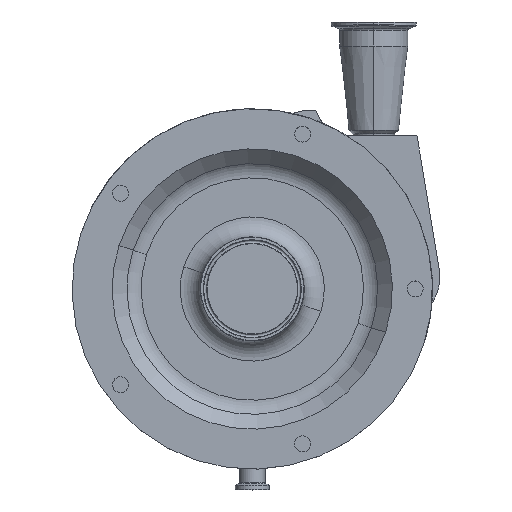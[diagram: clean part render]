
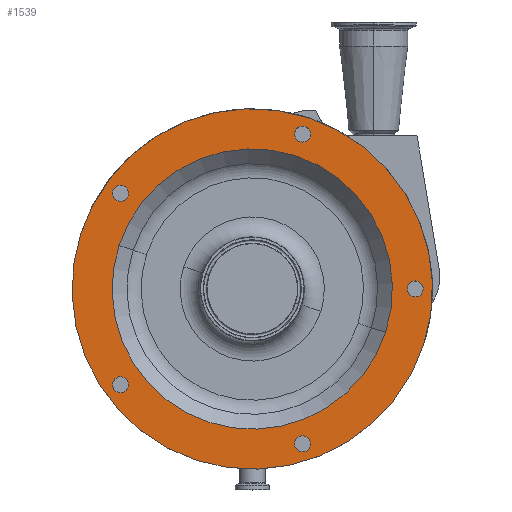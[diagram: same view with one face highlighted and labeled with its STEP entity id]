
A CAD part, top view. The second image highlights one B-rep face of the part: STEP entity #1539.
In plain terms, the highlighted planar face has unit normal (0, 0, 1).
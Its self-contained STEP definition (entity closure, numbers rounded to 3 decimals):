
#63 = CARTESIAN_POINT ( 'NONE',  ( 0., 0., 222. ) ) ;
#329 = VERTEX_POINT ( 'NONE', #13738 ) ;
#647 = CIRCLE ( 'NONE', #8115, 6. ) ;
#1108 = DIRECTION ( 'NONE',  ( 0.588, 0.809, 0. ) ) ;
#1129 = EDGE_CURVE ( 'NONE', #16868, #11247, #16797, .T. ) ;
#1159 = ORIENTED_EDGE ( 'NONE', *, *, #10922, .F. ) ;
#1303 = AXIS2_PLACEMENT_3D ( 'NONE', #9357, #10620, #7933 ) ;
#1340 = AXIS2_PLACEMENT_3D ( 'NONE', #10813, #9192, #14782 ) ;
#1539 = ADVANCED_FACE ( 'NONE', ( #7575, #6129, #11615, #17210, #10448, #3176, #10090 ), #3266, .F. ) ;
#1757 = AXIS2_PLACEMENT_3D ( 'NONE', #15958, #11712, #4967 ) ;
#1761 = EDGE_CURVE ( 'NONE', #17100, #12187, #647, .T. ) ;
#2078 = EDGE_LOOP ( 'NONE', ( #11841, #14763 ) ) ;
#2151 = EDGE_CURVE ( 'NONE', #5964, #7720, #2681, .T. ) ;
#2681 = CIRCLE ( 'NONE', #13577, 105. ) ;
#3046 = CARTESIAN_POINT ( 'NONE',  ( -99.861, 32.447, 222. ) ) ;
#3060 = CIRCLE ( 'NONE', #1340, 135. ) ;
#3101 = ORIENTED_EDGE ( 'NONE', *, *, #14969, .F. ) ;
#3176 = FACE_BOUND ( 'NONE', #17802, .T. ) ;
#3207 = DIRECTION ( 'NONE',  ( 0., 0., 1. ) ) ;
#3266 = PLANE ( 'NONE',  #15012 ) ;
#3327 = CIRCLE ( 'NONE', #4462, 6. ) ;
#3460 = DIRECTION ( 'NONE',  ( 0.951, -0.309, 0. ) ) ;
#3488 = AXIS2_PLACEMENT_3D ( 'NONE', #16911, #7552, #11957 ) ;
#3587 = CIRCLE ( 'NONE', #7027, 6. ) ;
#4100 = DIRECTION ( 'NONE',  ( 0.951, -0.309, 0. ) ) ;
#4155 = EDGE_LOOP ( 'NONE', ( #9692, #8092 ) ) ;
#4365 = EDGE_LOOP ( 'NONE', ( #8765, #15420 ) ) ;
#4462 = AXIS2_PLACEMENT_3D ( 'NONE', #11695, #10351, #15937 ) ;
#4467 = DIRECTION ( 'NONE',  ( -0.588, 0.809, 0. ) ) ;
#4557 = EDGE_LOOP ( 'NONE', ( #8431, #10293 ) ) ;
#4967 = DIRECTION ( 'NONE',  ( -0.588, 0.809, 0. ) ) ;
#5046 = CARTESIAN_POINT ( 'NONE',  ( -128.393, 41.717, 222. ) ) ;
#5052 = DIRECTION ( 'NONE',  ( 0., 0., 1. ) ) ;
#5239 = DIRECTION ( 'NONE',  ( 0., 0., 1. ) ) ;
#5305 = CARTESIAN_POINT ( 'NONE',  ( -92.994, 69.856, 222. ) ) ;
#5405 = ORIENTED_EDGE ( 'NONE', *, *, #1129, .T. ) ;
#5457 = DIRECTION ( 'NONE',  ( 0., 0., 1. ) ) ;
#5486 = VERTEX_POINT ( 'NONE', #8070 ) ;
#5586 = EDGE_CURVE ( 'NONE', #329, #11369, #7520, .T. ) ;
#5632 = EDGE_LOOP ( 'NONE', ( #1159, #16979 ) ) ;
#5648 = DIRECTION ( 'NONE',  ( 0.588, 0.809, 0. ) ) ;
#5899 = CARTESIAN_POINT ( 'NONE',  ( -98.7, -71.71, 222. ) ) ;
#5964 = VERTEX_POINT ( 'NONE', #8287 ) ;
#6129 = FACE_BOUND ( 'NONE', #2078, .T. ) ;
#6714 = EDGE_CURVE ( 'NONE', #5486, #17568, #14977, .T. ) ;
#7027 = AXIS2_PLACEMENT_3D ( 'NONE', #14863, #13765, #5648 ) ;
#7028 = CIRCLE ( 'NONE', #1303, 6. ) ;
#7115 = EDGE_LOOP ( 'NONE', ( #10137, #5405 ) ) ;
#7258 = EDGE_CURVE ( 'NONE', #12617, #14089, #7028, .T. ) ;
#7345 = CARTESIAN_POINT ( 'NONE',  ( 41.227, -120.883, 222. ) ) ;
#7370 = CARTESIAN_POINT ( 'NONE',  ( -104.406, 73.564, 222. ) ) ;
#7520 = CIRCLE ( 'NONE', #10393, 6. ) ;
#7552 = DIRECTION ( 'NONE',  ( 0., 0., 1. ) ) ;
#7575 = FACE_OUTER_BOUND ( 'NONE', #7115, .T. ) ;
#7720 = VERTEX_POINT ( 'NONE', #3046 ) ;
#7933 = DIRECTION ( 'NONE',  ( 0., -1., 0. ) ) ;
#7945 = CARTESIAN_POINT ( 'NONE',  ( -98.7, 71.71, 222. ) ) ;
#8000 = DIRECTION ( 'NONE',  ( 0.951, -0.309, 0. ) ) ;
#8024 = DIRECTION ( 'NONE',  ( 0., -1., 0. ) ) ;
#8070 = CARTESIAN_POINT ( 'NONE',  ( -95.173, -66.856, 222. ) ) ;
#8092 = ORIENTED_EDGE ( 'NONE', *, *, #6714, .F. ) ;
#8115 = AXIS2_PLACEMENT_3D ( 'NONE', #7945, #5052, #1108 ) ;
#8287 = CARTESIAN_POINT ( 'NONE',  ( 99.861, -32.447, 222. ) ) ;
#8431 = ORIENTED_EDGE ( 'NONE', *, *, #17038, .F. ) ;
#8642 = ORIENTED_EDGE ( 'NONE', *, *, #12258, .F. ) ;
#8646 = CARTESIAN_POINT ( 'NONE',  ( 12.052, 37.091, 222. ) ) ;
#8765 = ORIENTED_EDGE ( 'NONE', *, *, #2151, .F. ) ;
#9012 = DIRECTION ( 'NONE',  ( -0.951, -0.309, 0. ) ) ;
#9192 = DIRECTION ( 'NONE',  ( 0., 0., 1. ) ) ;
#9247 = AXIS2_PLACEMENT_3D ( 'NONE', #13404, #5457, #9602 ) ;
#9318 = VERTEX_POINT ( 'NONE', #11698 ) ;
#9357 = CARTESIAN_POINT ( 'NONE',  ( 122., 0., 222. ) ) ;
#9376 = AXIS2_PLACEMENT_3D ( 'NONE', #15961, #5239, #3460 ) ;
#9602 = DIRECTION ( 'NONE',  ( -0.951, -0.309, 0. ) ) ;
#9603 = CARTESIAN_POINT ( 'NONE',  ( 0., 0., 222. ) ) ;
#9692 = ORIENTED_EDGE ( 'NONE', *, *, #17629, .F. ) ;
#9853 = CARTESIAN_POINT ( 'NONE',  ( 37.7, -116.029, 222. ) ) ;
#9890 = EDGE_CURVE ( 'NONE', #7720, #5964, #12179, .T. ) ;
#10090 = FACE_BOUND ( 'NONE', #4365, .T. ) ;
#10115 = CARTESIAN_POINT ( 'NONE',  ( 37.7, 110.029, 222. ) ) ;
#10137 = ORIENTED_EDGE ( 'NONE', *, *, #14532, .T. ) ;
#10293 = ORIENTED_EDGE ( 'NONE', *, *, #1761, .F. ) ;
#10351 = DIRECTION ( 'NONE',  ( 0., 0., 1. ) ) ;
#10393 = AXIS2_PLACEMENT_3D ( 'NONE', #9853, #3207, #9012 ) ;
#10448 = FACE_BOUND ( 'NONE', #4557, .T. ) ;
#10462 = AXIS2_PLACEMENT_3D ( 'NONE', #9603, #15192, #8000 ) ;
#10486 = AXIS2_PLACEMENT_3D ( 'NONE', #5899, #12840, #4467 ) ;
#10620 = DIRECTION ( 'NONE',  ( 0., 0., 1. ) ) ;
#10813 = CARTESIAN_POINT ( 'NONE',  ( 0., 0., 222. ) ) ;
#10922 = EDGE_CURVE ( 'NONE', #11369, #329, #17298, .T. ) ;
#11046 = CARTESIAN_POINT ( 'NONE',  ( 116.294, -1.854, 222. ) ) ;
#11247 = VERTEX_POINT ( 'NONE', #11297 ) ;
#11297 = CARTESIAN_POINT ( 'NONE',  ( 128.393, -41.717, 222. ) ) ;
#11369 = VERTEX_POINT ( 'NONE', #7345 ) ;
#11509 = CIRCLE ( 'NONE', #3488, 6. ) ;
#11615 = FACE_BOUND ( 'NONE', #5632, .T. ) ;
#11695 = CARTESIAN_POINT ( 'NONE',  ( 122., 0., 222. ) ) ;
#11698 = CARTESIAN_POINT ( 'NONE',  ( 37.7, 122.029, 222. ) ) ;
#11712 = DIRECTION ( 'NONE',  ( 0., 0., 1. ) ) ;
#11841 = ORIENTED_EDGE ( 'NONE', *, *, #15642, .F. ) ;
#11957 = DIRECTION ( 'NONE',  ( 0.951, -0.309, 0. ) ) ;
#12179 = CIRCLE ( 'NONE', #10462, 105. ) ;
#12187 = VERTEX_POINT ( 'NONE', #7370 ) ;
#12198 = DIRECTION ( 'NONE',  ( 0., 0., 1. ) ) ;
#12258 = EDGE_CURVE ( 'NONE', #13035, #9318, #11509, .T. ) ;
#12617 = VERTEX_POINT ( 'NONE', #11046 ) ;
#12840 = DIRECTION ( 'NONE',  ( 0., 0., 1. ) ) ;
#13035 = VERTEX_POINT ( 'NONE', #10115 ) ;
#13404 = CARTESIAN_POINT ( 'NONE',  ( 37.7, -116.029, 222. ) ) ;
#13577 = AXIS2_PLACEMENT_3D ( 'NONE', #13645, #12198, #17715 ) ;
#13645 = CARTESIAN_POINT ( 'NONE',  ( 0., 0., 222. ) ) ;
#13738 = CARTESIAN_POINT ( 'NONE',  ( 34.173, -111.175, 222. ) ) ;
#13765 = DIRECTION ( 'NONE',  ( 0., 0., 1. ) ) ;
#14089 = VERTEX_POINT ( 'NONE', #16409 ) ;
#14145 = DIRECTION ( 'NONE',  ( 0., 0., -1. ) ) ;
#14532 = EDGE_CURVE ( 'NONE', #11247, #16868, #3060, .T. ) ;
#14763 = ORIENTED_EDGE ( 'NONE', *, *, #7258, .F. ) ;
#14782 = DIRECTION ( 'NONE',  ( 0.951, -0.309, 0. ) ) ;
#14863 = CARTESIAN_POINT ( 'NONE',  ( -98.7, 71.71, 222. ) ) ;
#14969 = EDGE_CURVE ( 'NONE', #9318, #13035, #15413, .T. ) ;
#14977 = CIRCLE ( 'NONE', #1757, 6. ) ;
#15012 = AXIS2_PLACEMENT_3D ( 'NONE', #8646, #14145, #8024 ) ;
#15192 = DIRECTION ( 'NONE',  ( 0., 0., 1. ) ) ;
#15277 = CARTESIAN_POINT ( 'NONE',  ( -102.227, -76.564, 222. ) ) ;
#15413 = CIRCLE ( 'NONE', #9376, 6. ) ;
#15420 = ORIENTED_EDGE ( 'NONE', *, *, #9890, .F. ) ;
#15642 = EDGE_CURVE ( 'NONE', #14089, #12617, #3327, .T. ) ;
#15937 = DIRECTION ( 'NONE',  ( 0., -1., 0. ) ) ;
#15958 = CARTESIAN_POINT ( 'NONE',  ( -98.7, -71.71, 222. ) ) ;
#15961 = CARTESIAN_POINT ( 'NONE',  ( 37.7, 116.029, 222. ) ) ;
#15967 = CIRCLE ( 'NONE', #10486, 6. ) ;
#16409 = CARTESIAN_POINT ( 'NONE',  ( 127.706, 1.854, 222. ) ) ;
#16436 = DIRECTION ( 'NONE',  ( 0., 0., 1. ) ) ;
#16797 = CIRCLE ( 'NONE', #17081, 135. ) ;
#16868 = VERTEX_POINT ( 'NONE', #5046 ) ;
#16911 = CARTESIAN_POINT ( 'NONE',  ( 37.7, 116.029, 222. ) ) ;
#16979 = ORIENTED_EDGE ( 'NONE', *, *, #5586, .F. ) ;
#17038 = EDGE_CURVE ( 'NONE', #12187, #17100, #3587, .T. ) ;
#17081 = AXIS2_PLACEMENT_3D ( 'NONE', #63, #16436, #4100 ) ;
#17100 = VERTEX_POINT ( 'NONE', #5305 ) ;
#17210 = FACE_BOUND ( 'NONE', #4155, .T. ) ;
#17298 = CIRCLE ( 'NONE', #9247, 6. ) ;
#17568 = VERTEX_POINT ( 'NONE', #15277 ) ;
#17629 = EDGE_CURVE ( 'NONE', #17568, #5486, #15967, .T. ) ;
#17715 = DIRECTION ( 'NONE',  ( 0.951, -0.309, 0. ) ) ;
#17802 = EDGE_LOOP ( 'NONE', ( #3101, #8642 ) ) ;
